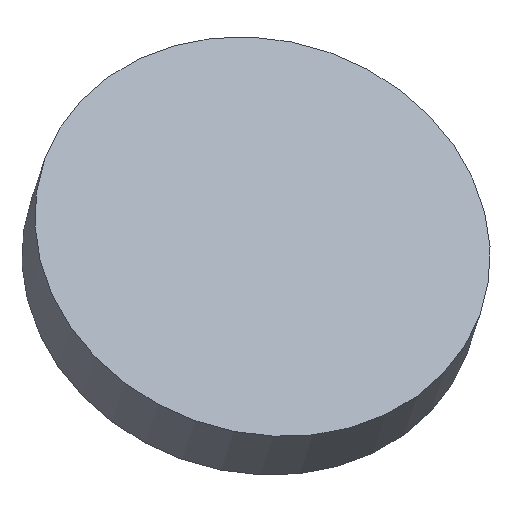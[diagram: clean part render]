
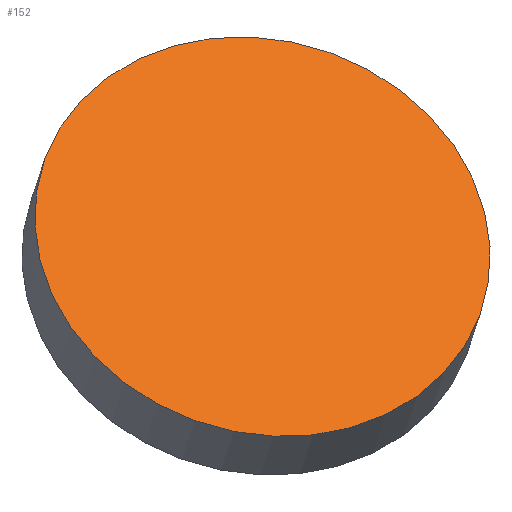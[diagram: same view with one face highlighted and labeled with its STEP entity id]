
A CAD part, front view. The second image highlights one B-rep face of the part: STEP entity #152.
In plain terms, the highlighted planar face has unit normal (0.168, -0.848, 0.502).
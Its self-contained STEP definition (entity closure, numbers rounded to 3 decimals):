
#31 = CYLINDRICAL_SURFACE('',#32,30.);
#32 = AXIS2_PLACEMENT_3D('',#33,#34,#35);
#33 = CARTESIAN_POINT('',(-1.682,8.482,-5.023
    ));
#34 = DIRECTION('',(0.168,-0.848,0.502));
#35 = DIRECTION('',(-0.829,-0.397,-0.394));
#78 = VERTEX_POINT('',#79);
#79 = CARTESIAN_POINT('',(24.87,11.922,
    11.805));
#99 = EDGE_CURVE('',#78,#78,#100,.T.);
#100 = SURFACE_CURVE('',#101,(#106,#135),.PCURVE_S1.);
#101 = CIRCLE('',#102,30.);
#102 = AXIS2_PLACEMENT_3D('',#103,#104,#105);
#103 = CARTESIAN_POINT('',(0.,0.,0.));
#104 = DIRECTION('',(-0.168,0.848,-0.502));
#105 = DIRECTION('',(0.829,0.397,0.394));
#106 = PCURVE('',#31,#107);
#107 = DEFINITIONAL_REPRESENTATION('',(#108),#134);
#108 = B_SPLINE_CURVE_WITH_KNOTS('',3,(#109,#110,#111,#112,#113,#114,
    #115,#116,#117,#118,#119,#120,#121,#122,#123,#124,#125,#126,#127,
    #128,#129,#130,#131,#132,#133),.UNSPECIFIED.,.F.,.F.,(4,1,1,1,1,1,1,
    1,1,1,1,1,1,1,1,1,1,1,1,1,1,1,4),(0.,0.286,0.571,
    0.857,1.142,1.428,1.714,
    1.999,2.285,2.57,2.856,
    3.142,3.427,3.713,3.998,
    4.284,4.57,4.855,5.141,
    5.426,5.712,5.998,6.283),
  .QUASI_UNIFORM_KNOTS.);
#109 = CARTESIAN_POINT('',(9.425,10.));
#110 = CARTESIAN_POINT('',(9.33,10.));
#111 = CARTESIAN_POINT('',(9.139,10.));
#112 = CARTESIAN_POINT('',(8.854,10.));
#113 = CARTESIAN_POINT('',(8.568,10.));
#114 = CARTESIAN_POINT('',(8.282,10.));
#115 = CARTESIAN_POINT('',(7.997,10.));
#116 = CARTESIAN_POINT('',(7.711,10.));
#117 = CARTESIAN_POINT('',(7.426,10.));
#118 = CARTESIAN_POINT('',(7.14,10.));
#119 = CARTESIAN_POINT('',(6.854,10.));
#120 = CARTESIAN_POINT('',(6.569,10.));
#121 = CARTESIAN_POINT('',(6.283,10.));
#122 = CARTESIAN_POINT('',(5.998,10.));
#123 = CARTESIAN_POINT('',(5.712,10.));
#124 = CARTESIAN_POINT('',(5.426,10.));
#125 = CARTESIAN_POINT('',(5.141,10.));
#126 = CARTESIAN_POINT('',(4.855,10.));
#127 = CARTESIAN_POINT('',(4.57,10.));
#128 = CARTESIAN_POINT('',(4.284,10.));
#129 = CARTESIAN_POINT('',(3.998,10.));
#130 = CARTESIAN_POINT('',(3.713,10.));
#131 = CARTESIAN_POINT('',(3.427,10.));
#132 = CARTESIAN_POINT('',(3.237,10.));
#133 = CARTESIAN_POINT('',(3.142,10.));
#134 = ( GEOMETRIC_REPRESENTATION_CONTEXT(2) 
PARAMETRIC_REPRESENTATION_CONTEXT() REPRESENTATION_CONTEXT('2D SPACE',''
  ) );
#135 = PCURVE('',#136,#141);
#136 = PLANE('',#137);
#137 = AXIS2_PLACEMENT_3D('',#138,#139,#140);
#138 = CARTESIAN_POINT('',(0.,0.,0.));
#139 = DIRECTION('',(-0.168,0.848,-0.502));
#140 = DIRECTION('',(0.829,0.397,0.394));
#141 = DEFINITIONAL_REPRESENTATION('',(#142),#146);
#142 = CIRCLE('',#143,30.);
#143 = AXIS2_PLACEMENT_2D('',#144,#145);
#144 = CARTESIAN_POINT('',(0.,0.));
#145 = DIRECTION('',(1.,0.));
#146 = ( GEOMETRIC_REPRESENTATION_CONTEXT(2) 
PARAMETRIC_REPRESENTATION_CONTEXT() REPRESENTATION_CONTEXT('2D SPACE',''
  ) );
#152 = ADVANCED_FACE('',(#153),#136,.F.);
#153 = FACE_BOUND('',#154,.T.);
#154 = EDGE_LOOP('',(#155));
#155 = ORIENTED_EDGE('',*,*,#99,.F.);
